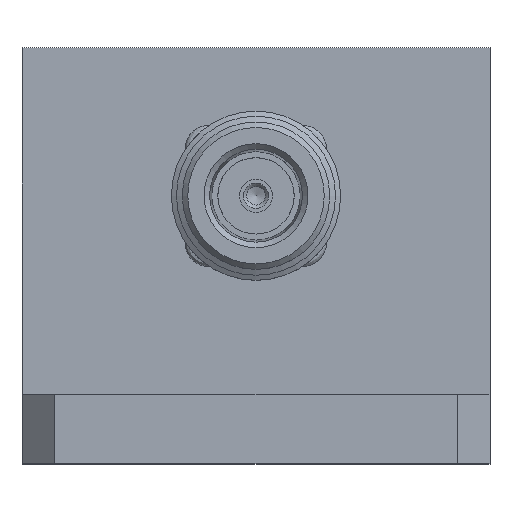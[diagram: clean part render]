
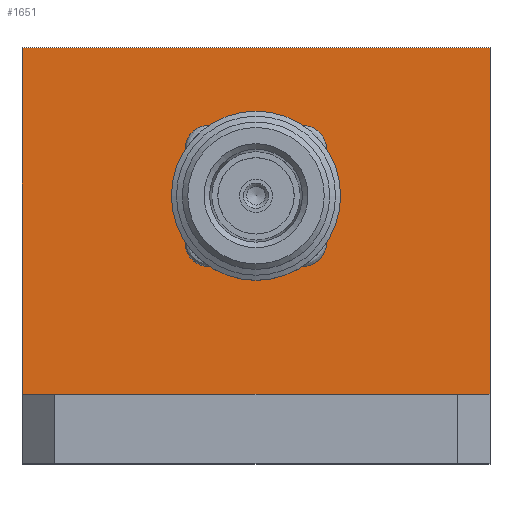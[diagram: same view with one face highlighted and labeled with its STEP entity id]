
A CAD part, top view. The second image highlights one B-rep face of the part: STEP entity #1651.
In plain terms, the highlighted face is planar.
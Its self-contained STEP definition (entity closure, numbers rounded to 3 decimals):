
#120 = CARTESIAN_POINT ( 'NONE',  ( 0., -8.206, 24.5 ) ) ;
#163 = CARTESIAN_POINT ( 'NONE',  ( 21.438, -8.206, 38.1 ) ) ;
#315 = EDGE_CURVE ( 'NONE', #342, #1009, #2770, .T. ) ;
#342 = VERTEX_POINT ( 'NONE', #1217 ) ;
#468 = LINE ( 'NONE', #1252, #3261 ) ;
#470 = EDGE_CURVE ( 'NONE', #342, #1838, #920, .T. ) ;
#518 = ORIENTED_EDGE ( 'NONE', *, *, #1423, .F. ) ;
#600 = EDGE_CURVE ( 'NONE', #1009, #1302, #468, .T. ) ;
#663 = CARTESIAN_POINT ( 'NONE',  ( -21.438, -8.206, 38.1 ) ) ;
#699 = DIRECTION ( 'NONE',  ( 0., 0., 1. ) ) ;
#769 = FACE_BOUND ( 'NONE', #935, .T. ) ;
#874 = ORIENTED_EDGE ( 'NONE', *, *, #600, .F. ) ;
#909 = EDGE_CURVE ( 'NONE', #1302, #1838, #2226, .T. ) ;
#920 = LINE ( 'NONE', #1957, #2833 ) ;
#935 = EDGE_LOOP ( 'NONE', ( #518 ) ) ;
#959 = CARTESIAN_POINT ( 'NONE',  ( 21.438, -8.206, 37.1 ) ) ;
#1009 = VERTEX_POINT ( 'NONE', #163 ) ;
#1176 = DIRECTION ( 'NONE',  ( 0., 0., -1. ) ) ;
#1217 = CARTESIAN_POINT ( 'NONE',  ( -21.438, -8.206, 38.1 ) ) ;
#1252 = CARTESIAN_POINT ( 'NONE',  ( 21.438, -8.206, 37.1 ) ) ;
#1302 = VERTEX_POINT ( 'NONE', #2927 ) ;
#1423 = EDGE_CURVE ( 'NONE', #1922, #1922, #2977, .T. ) ;
#1424 = ORIENTED_EDGE ( 'NONE', *, *, #909, .F. ) ;
#1517 = AXIS2_PLACEMENT_3D ( 'NONE', #120, #1722, #1176 ) ;
#1595 = CARTESIAN_POINT ( 'NONE',  ( -21.438, -8.206, 6.35 ) ) ;
#1651 = ADVANCED_FACE ( 'NONE', ( #769, #2286 ), #3318, .F. ) ;
#1722 = DIRECTION ( 'NONE',  ( 0., -1., 0. ) ) ;
#1735 = DIRECTION ( 'NONE',  ( 1., 0., 0. ) ) ;
#1742 = EDGE_LOOP ( 'NONE', ( #2173, #1424, #874, #2236 ) ) ;
#1838 = VERTEX_POINT ( 'NONE', #1595 ) ;
#1922 = VERTEX_POINT ( 'NONE', #3209 ) ;
#1957 = CARTESIAN_POINT ( 'NONE',  ( -21.438, -8.206, 37.1 ) ) ;
#2131 = VECTOR ( 'NONE', #3018, 1000. ) ;
#2173 = ORIENTED_EDGE ( 'NONE', *, *, #470, .T. ) ;
#2226 = LINE ( 'NONE', #2257, #2131 ) ;
#2236 = ORIENTED_EDGE ( 'NONE', *, *, #315, .F. ) ;
#2257 = CARTESIAN_POINT ( 'NONE',  ( 21.438, -8.206, 6.35 ) ) ;
#2286 = FACE_OUTER_BOUND ( 'NONE', #1742, .T. ) ;
#2296 = DIRECTION ( 'NONE',  ( 0., 0., -1. ) ) ;
#2431 = AXIS2_PLACEMENT_3D ( 'NONE', #959, #2825, #699 ) ;
#2738 = VECTOR ( 'NONE', #1735, 1000. ) ;
#2770 = LINE ( 'NONE', #663, #2738 ) ;
#2825 = DIRECTION ( 'NONE',  ( 0., 1., 0. ) ) ;
#2833 = VECTOR ( 'NONE', #2992, 1000. ) ;
#2927 = CARTESIAN_POINT ( 'NONE',  ( 21.438, -8.206, 6.35 ) ) ;
#2977 = CIRCLE ( 'NONE', #1517, 2.05 ) ;
#2992 = DIRECTION ( 'NONE',  ( 0., 0., -1. ) ) ;
#3018 = DIRECTION ( 'NONE',  ( -1., 0., 0. ) ) ;
#3209 = CARTESIAN_POINT ( 'NONE',  ( 0., -8.206, 22.45 ) ) ;
#3261 = VECTOR ( 'NONE', #2296, 1000. ) ;
#3318 = PLANE ( 'NONE',  #2431 ) ;
